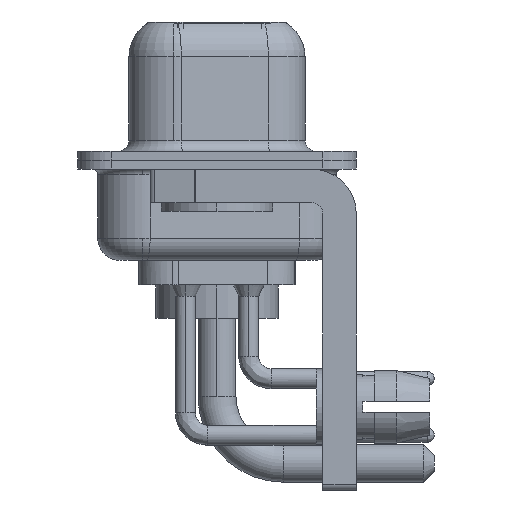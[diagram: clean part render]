
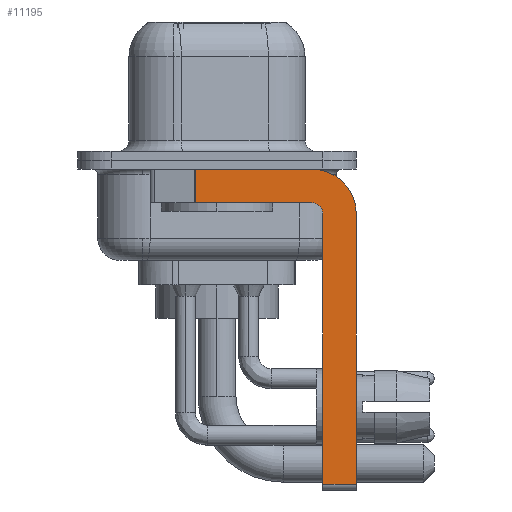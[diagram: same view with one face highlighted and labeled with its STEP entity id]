
A CAD part, left-side view. The second image highlights one B-rep face of the part: STEP entity #11195.
In plain terms, the highlighted planar face has unit normal (-1, 0, 0).
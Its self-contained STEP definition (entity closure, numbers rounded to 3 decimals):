
#819 = ORIENTED_EDGE ( 'NONE', *, *, #13793, .T. ) ;
#1372 = ORIENTED_EDGE ( 'NONE', *, *, #13029, .F. ) ;
#2241 = VECTOR ( 'NONE', #12804, 1000. ) ;
#2297 = DIRECTION ( 'NONE',  ( 0., 0., -1. ) ) ;
#2385 = VERTEX_POINT ( 'NONE', #13845 ) ;
#2695 = EDGE_CURVE ( 'NONE', #7626, #12239, #7430, .T. ) ;
#2749 = CARTESIAN_POINT ( 'NONE',  ( -2.9, 0.978, -0.4 ) ) ;
#2769 = CARTESIAN_POINT ( 'NONE',  ( -2.9, -4.25, -1.9 ) ) ;
#2790 = CIRCLE ( 'NONE', #5150, 0.5 ) ;
#3183 = CARTESIAN_POINT ( 'NONE',  ( -2.9, 0.978, -1.9 ) ) ;
#3912 = CIRCLE ( 'NONE', #8611, 2. ) ;
#3966 = CARTESIAN_POINT ( 'NONE',  ( -2.9, -4.75, -14.8 ) ) ;
#4205 = ORIENTED_EDGE ( 'NONE', *, *, #7820, .F. ) ;
#4503 = CARTESIAN_POINT ( 'NONE',  ( -2.9, -6.25, -2.4 ) ) ;
#4852 = LINE ( 'NONE', #8431, #10567 ) ;
#4973 = LINE ( 'NONE', #3183, #19673 ) ;
#5150 = AXIS2_PLACEMENT_3D ( 'NONE', #15409, #12364, #10788 ) ;
#5246 = CARTESIAN_POINT ( 'NONE',  ( -2.9, -4.25, -1.9 ) ) ;
#5334 = CARTESIAN_POINT ( 'NONE',  ( -2.9, -4.75, -14.55 ) ) ;
#5473 = DIRECTION ( 'NONE',  ( 1., 0., 0. ) ) ;
#5660 = LINE ( 'NONE', #3966, #19297 ) ;
#5724 = DIRECTION ( 'NONE',  ( 0., -1., 0. ) ) ;
#6180 = ORIENTED_EDGE ( 'NONE', *, *, #14517, .F. ) ;
#6854 = DIRECTION ( 'NONE',  ( 0., 0., -1. ) ) ;
#7336 = ORIENTED_EDGE ( 'NONE', *, *, #15294, .F. ) ;
#7430 = LINE ( 'NONE', #8797, #19790 ) ;
#7626 = VERTEX_POINT ( 'NONE', #5334 ) ;
#7820 = EDGE_CURVE ( 'NONE', #19562, #9114, #2790, .T. ) ;
#8131 = CARTESIAN_POINT ( 'NONE',  ( -2.9, 0.978, -1.9 ) ) ;
#8431 = CARTESIAN_POINT ( 'NONE',  ( -2.9, -6.25, -2.4 ) ) ;
#8611 = AXIS2_PLACEMENT_3D ( 'NONE', #17988, #11986, #13137 ) ;
#8797 = CARTESIAN_POINT ( 'NONE',  ( -2.9, -4.25, -14.55 ) ) ;
#9114 = VERTEX_POINT ( 'NONE', #2769 ) ;
#9197 = EDGE_CURVE ( 'NONE', #18637, #12239, #4852, .T. ) ;
#10567 = VECTOR ( 'NONE', #6854, 1000. ) ;
#10788 = DIRECTION ( 'NONE',  ( 0., 0., 1. ) ) ;
#10913 = VERTEX_POINT ( 'NONE', #2749 ) ;
#10936 = CARTESIAN_POINT ( 'NONE',  ( -2.9, -6.25, -14.55 ) ) ;
#11195 = ADVANCED_FACE ( 'NONE', ( #19768 ), #20084, .F. ) ;
#11986 = DIRECTION ( 'NONE',  ( 1., 0., 0. ) ) ;
#12194 = ORIENTED_EDGE ( 'NONE', *, *, #9197, .F. ) ;
#12239 = VERTEX_POINT ( 'NONE', #10936 ) ;
#12364 = DIRECTION ( 'NONE',  ( -1., 0., 0. ) ) ;
#12804 = DIRECTION ( 'NONE',  ( 0., 1., 0. ) ) ;
#13029 = EDGE_CURVE ( 'NONE', #7626, #19562, #5660, .T. ) ;
#13137 = DIRECTION ( 'NONE',  ( 0., 0., -1. ) ) ;
#13549 = CARTESIAN_POINT ( 'NONE',  ( -2.9, -4.25, -2.4 ) ) ;
#13793 = EDGE_CURVE ( 'NONE', #10913, #13843, #4973, .T. ) ;
#13843 = VERTEX_POINT ( 'NONE', #8131 ) ;
#13845 = CARTESIAN_POINT ( 'NONE',  ( -2.9, -4.25, -0.4 ) ) ;
#14517 = EDGE_CURVE ( 'NONE', #2385, #18637, #3912, .T. ) ;
#14586 = LINE ( 'NONE', #5246, #2241 ) ;
#15294 = EDGE_CURVE ( 'NONE', #10913, #2385, #18123, .T. ) ;
#15409 = CARTESIAN_POINT ( 'NONE',  ( -2.9, -4.25, -2.4 ) ) ;
#15601 = DIRECTION ( 'NONE',  ( 0., -1., 0. ) ) ;
#16319 = DIRECTION ( 'NONE',  ( 0., 0., -1. ) ) ;
#16766 = EDGE_LOOP ( 'NONE', ( #7336, #819, #17018, #4205, #1372, #18056, #12194, #6180 ) ) ;
#16899 = DIRECTION ( 'NONE',  ( 0., 0., 1. ) ) ;
#16978 = AXIS2_PLACEMENT_3D ( 'NONE', #13549, #5473, #2297 ) ;
#17011 = EDGE_CURVE ( 'NONE', #9114, #13843, #14586, .T. ) ;
#17018 = ORIENTED_EDGE ( 'NONE', *, *, #17011, .F. ) ;
#17378 = CARTESIAN_POINT ( 'NONE',  ( -2.9, -4.75, -2.4 ) ) ;
#17988 = CARTESIAN_POINT ( 'NONE',  ( -2.9, -4.25, -2.4 ) ) ;
#18056 = ORIENTED_EDGE ( 'NONE', *, *, #2695, .T. ) ;
#18123 = LINE ( 'NONE', #18233, #18712 ) ;
#18233 = CARTESIAN_POINT ( 'NONE',  ( -2.9, 3., -0.4 ) ) ;
#18637 = VERTEX_POINT ( 'NONE', #4503 ) ;
#18712 = VECTOR ( 'NONE', #5724, 1000. ) ;
#19297 = VECTOR ( 'NONE', #16899, 1000. ) ;
#19562 = VERTEX_POINT ( 'NONE', #17378 ) ;
#19673 = VECTOR ( 'NONE', #16319, 1000. ) ;
#19768 = FACE_OUTER_BOUND ( 'NONE', #16766, .T. ) ;
#19790 = VECTOR ( 'NONE', #15601, 1000. ) ;
#20084 = PLANE ( 'NONE',  #16978 ) ;
